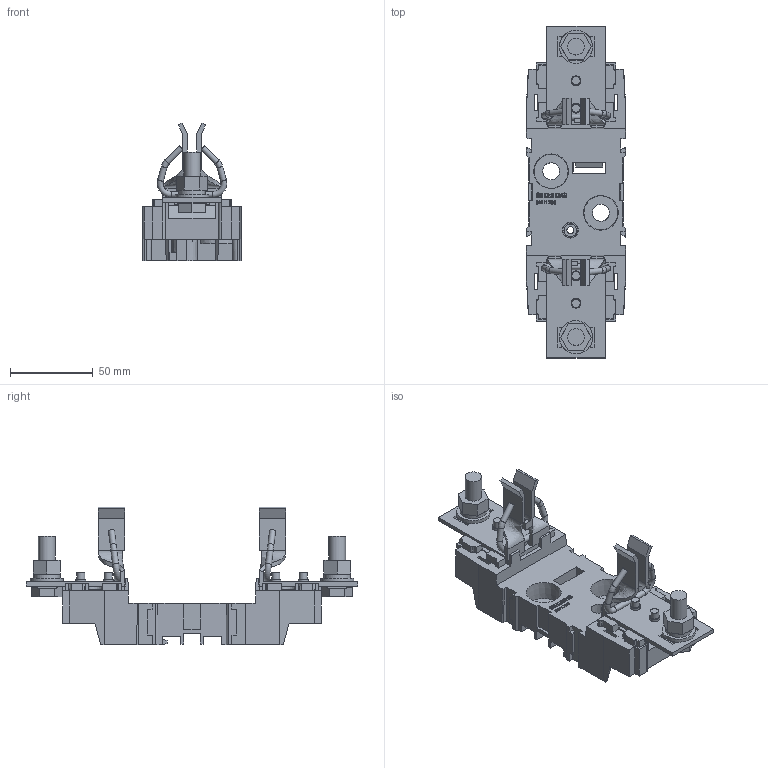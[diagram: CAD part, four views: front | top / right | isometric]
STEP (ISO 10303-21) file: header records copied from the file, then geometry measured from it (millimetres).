
FILE_DESCRIPTION(/* description */ (''),/* implementation_level */ '2;1');
FILE_NAME(/* name */ '3NH1230_000156210V.stp',/* time_stamp */ '2024-10-07T11:35:23+02:00',/* author */ (''),/* organization */ (''),/* preprocessor_version */ 'ST-DEVELOPER v18.101',/* originating_system */ 'SIEMENS PLM Software NX 2007',/* authorisation */ '');
FILE_SCHEMA (('AUTOMOTIVE_DESIGN { 1 0 10303 214 3 1 1 1 }'));
Products named in the file (1): 3NH1230_000156210V
Bounding box: 59.8 x 200 x 83.1 mm (x, y, z)
Volume: 109347.5 mm3; surface area: 85918.5 mm2
Topology: 1 solids, 5 shells, 1051 faces, 2941 edges, 1942 vertices
Faces by surface type: plane 828, cylinder 112, cone 63, extrusion 22, bspline 18, torus 8
Full cylindrical faces by diameter (mm): 3.6 x10, 4.2 x1, 4.9 x8, 6 x4, 9.5 x4, 10 x4, 16 x2, 20 x2
Entity records: 62819 total; most frequent: CARTESIAN_POINT 29860, ORIENTED_EDGE 5676, DIRECTION 5018, EDGE_CURVE 2838, VECTOR 2266, LINE 2244, VERTEX_POINT 1901, AXIS2_PLACEMENT_3D 1376
